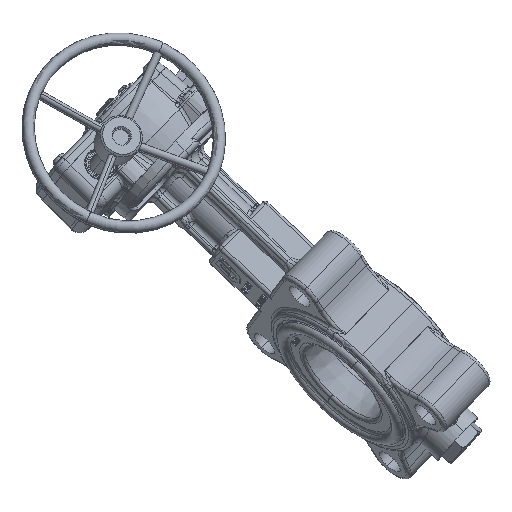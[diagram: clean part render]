
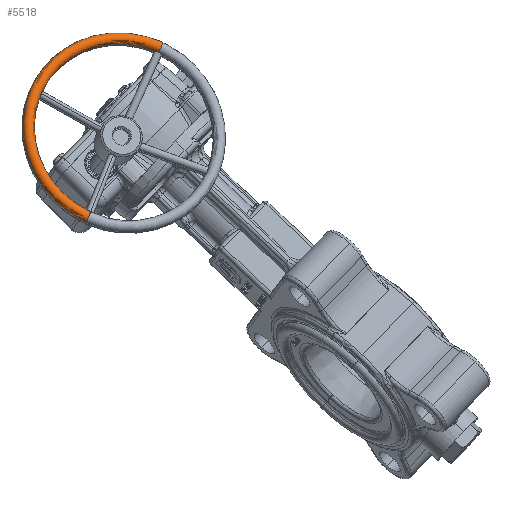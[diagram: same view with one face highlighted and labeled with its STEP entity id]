
A CAD part, left-side view. The second image highlights one B-rep face of the part: STEP entity #5518.
In plain terms, the highlighted toroidal (fillet/blend) face has major radius 50 mm and minor radius 3 mm.
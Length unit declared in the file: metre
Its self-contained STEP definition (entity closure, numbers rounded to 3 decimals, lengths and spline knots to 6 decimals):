
#1093 = VERTEX_POINT ( 'NONE', #55308 ) ;
#2655 = CARTESIAN_POINT ( 'NONE',  ( 0., 0.001, 0. ) ) ;
#3321 = AXIS2_PLACEMENT_3D ( 'NONE', #15920, #116397, #99388 ) ;
#3334 = CARTESIAN_POINT ( 'NONE',  ( 0., 0.001, -0.05 ) ) ;
#3507 = VERTEX_POINT ( 'NONE', #78625 ) ;
#3927 = VERTEX_POINT ( 'NONE', #80522 ) ;
#5518 = ADVANCED_FACE ( 'NONE', ( #27505 ), #76580, .T. ) ;
#10638 = DIRECTION ( 'NONE',  ( 0., 1., 0. ) ) ;
#11033 = CARTESIAN_POINT ( 'NONE',  ( 0., 0.001, 0. ) ) ;
#12092 = VERTEX_POINT ( 'NONE', #108377 ) ;
#13240 = ORIENTED_EDGE ( 'NONE', *, *, #39129, .T. ) ;
#14411 = AXIS2_PLACEMENT_3D ( 'NONE', #105601, #115530, #34252 ) ;
#15920 = CARTESIAN_POINT ( 'NONE',  ( 0., 0.001, 0. ) ) ;
#16488 = VERTEX_POINT ( 'NONE', #108403 ) ;
#16494 = EDGE_CURVE ( 'NONE', #3507, #1093, #35727, .T. ) ;
#17143 = DIRECTION ( 'NONE',  ( 0., 1., 0. ) ) ;
#17623 = CARTESIAN_POINT ( 'NONE',  ( 0., 0.001, -0.047 ) ) ;
#17867 = ORIENTED_EDGE ( 'NONE', *, *, #32187, .F. ) ;
#20229 = CIRCLE ( 'NONE', #29603, 0.047 ) ;
#24652 = AXIS2_PLACEMENT_3D ( 'NONE', #3334, #56276, #99310 ) ;
#26639 = ORIENTED_EDGE ( 'NONE', *, *, #16494, .F. ) ;
#27449 = CIRCLE ( 'NONE', #38711, 0.047 ) ;
#27505 = FACE_OUTER_BOUND ( 'NONE', #101092, .T. ) ;
#29603 = AXIS2_PLACEMENT_3D ( 'NONE', #75352, #104611, #110663 ) ;
#30718 = VERTEX_POINT ( 'NONE', #98950 ) ;
#32187 = EDGE_CURVE ( 'NONE', #41523, #102981, #45975, .T. ) ;
#32518 = ORIENTED_EDGE ( 'NONE', *, *, #112134, .F. ) ;
#33685 = AXIS2_PLACEMENT_3D ( 'NONE', #11033, #108763, #107588 ) ;
#33900 = EDGE_CURVE ( 'NONE', #3927, #12092, #101458, .T. ) ;
#34252 = DIRECTION ( 'NONE',  ( 0., 0., 1. ) ) ;
#35727 = CIRCLE ( 'NONE', #52734, 0.047 ) ;
#38711 = AXIS2_PLACEMENT_3D ( 'NONE', #2655, #84466, #102110 ) ;
#39129 = EDGE_CURVE ( 'NONE', #12092, #102981, #96133, .T. ) ;
#41523 = VERTEX_POINT ( 'NONE', #111035 ) ;
#42176 = CARTESIAN_POINT ( 'NONE',  ( 0., 0.001, 0. ) ) ;
#45975 = CIRCLE ( 'NONE', #109898, 0.047 ) ;
#47040 = EDGE_CURVE ( 'NONE', #3927, #30718, #65169, .T. ) ;
#48099 = EDGE_CURVE ( 'NONE', #1093, #41523, #20229, .T. ) ;
#52734 = AXIS2_PLACEMENT_3D ( 'NONE', #89579, #17143, #81351 ) ;
#55308 = CARTESIAN_POINT ( 'NONE',  ( 0.046963, 0.001, -0.00187 ) ) ;
#55347 = DIRECTION ( 'NONE',  ( 0., 0., 1. ) ) ;
#56276 = DIRECTION ( 'NONE',  ( 1., 0., 0. ) ) ;
#60449 = DIRECTION ( 'NONE',  ( 0., 1., 0. ) ) ;
#65169 = CIRCLE ( 'NONE', #14411, 0.003 ) ;
#73906 = EDGE_CURVE ( 'NONE', #16488, #3507, #94204, .T. ) ;
#75352 = CARTESIAN_POINT ( 'NONE',  ( 0., 0.001, 0. ) ) ;
#76580 = TOROIDAL_SURFACE ( 'NONE', #3321, 0.05, 0.003 ) ;
#76894 = ORIENTED_EDGE ( 'NONE', *, *, #33900, .T. ) ;
#78625 = CARTESIAN_POINT ( 'NONE',  ( 0.046963, 0.001, 0.00187 ) ) ;
#80189 = ORIENTED_EDGE ( 'NONE', *, *, #47040, .F. ) ;
#80522 = CARTESIAN_POINT ( 'NONE',  ( 0., 0.001, 0.053 ) ) ;
#81351 = DIRECTION ( 'NONE',  ( 0., 0., 1. ) ) ;
#84228 = CARTESIAN_POINT ( 'NONE',  ( 0., 0.001, 0. ) ) ;
#84466 = DIRECTION ( 'NONE',  ( 0., 1., 0. ) ) ;
#87079 = ORIENTED_EDGE ( 'NONE', *, *, #48099, .F. ) ;
#89579 = CARTESIAN_POINT ( 'NONE',  ( 0., 0.001, 0. ) ) ;
#94204 = CIRCLE ( 'NONE', #96047, 0.047 ) ;
#96047 = AXIS2_PLACEMENT_3D ( 'NONE', #42176, #60449, #103515 ) ;
#96133 = CIRCLE ( 'NONE', #24652, 0.003 ) ;
#98950 = CARTESIAN_POINT ( 'NONE',  ( 0., 0.001, 0.047 ) ) ;
#99310 = DIRECTION ( 'NONE',  ( 0., 0., -1. ) ) ;
#99388 = DIRECTION ( 'NONE',  ( 0., 0., 1. ) ) ;
#101092 = EDGE_LOOP ( 'NONE', ( #76894, #13240, #17867, #87079, #26639, #109417, #32518, #80189 ) ) ;
#101458 = CIRCLE ( 'NONE', #33685, 0.053 ) ;
#102110 = DIRECTION ( 'NONE',  ( 0., 0., 1. ) ) ;
#102981 = VERTEX_POINT ( 'NONE', #17623 ) ;
#103515 = DIRECTION ( 'NONE',  ( 0., 0., 1. ) ) ;
#104611 = DIRECTION ( 'NONE',  ( 0., 1., 0. ) ) ;
#105601 = CARTESIAN_POINT ( 'NONE',  ( 0., 0.001, 0.05 ) ) ;
#107588 = DIRECTION ( 'NONE',  ( 0., 0., 1. ) ) ;
#108377 = CARTESIAN_POINT ( 'NONE',  ( 0., 0.001, -0.053 ) ) ;
#108403 = CARTESIAN_POINT ( 'NONE',  ( 0.00187, 0.001, 0.046963 ) ) ;
#108763 = DIRECTION ( 'NONE',  ( 0., 1., 0. ) ) ;
#109417 = ORIENTED_EDGE ( 'NONE', *, *, #73906, .F. ) ;
#109898 = AXIS2_PLACEMENT_3D ( 'NONE', #84228, #10638, #55347 ) ;
#110663 = DIRECTION ( 'NONE',  ( 0., 0., 1. ) ) ;
#111035 = CARTESIAN_POINT ( 'NONE',  ( 0.00187, 0.001, -0.046963 ) ) ;
#112134 = EDGE_CURVE ( 'NONE', #30718, #16488, #27449, .T. ) ;
#115530 = DIRECTION ( 'NONE',  ( -1., 0., 0. ) ) ;
#116397 = DIRECTION ( 'NONE',  ( 0., 1., 0. ) ) ;
